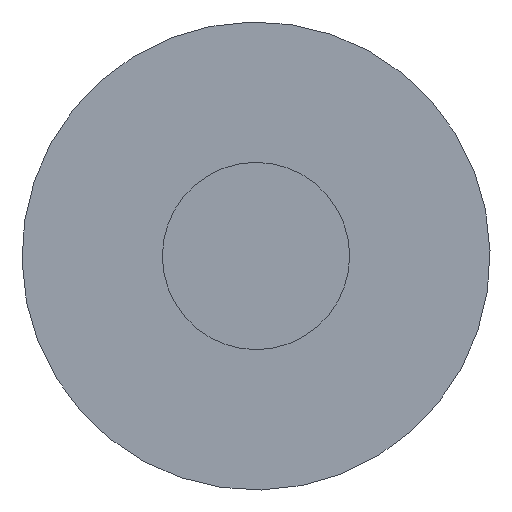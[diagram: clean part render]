
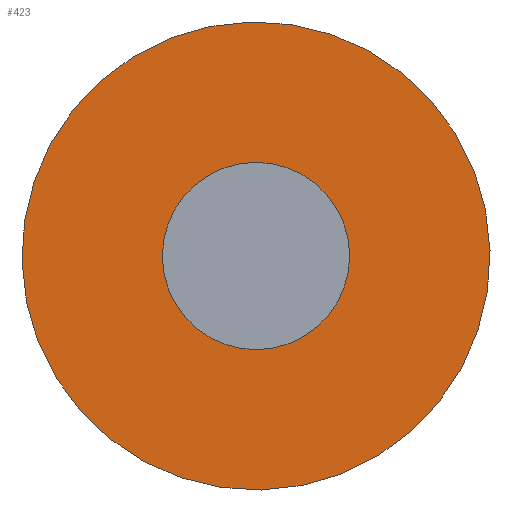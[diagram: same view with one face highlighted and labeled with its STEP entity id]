
A CAD part, front view. The second image highlights one B-rep face of the part: STEP entity #423.
In plain terms, the highlighted planar face has unit normal (0, -1, 0).
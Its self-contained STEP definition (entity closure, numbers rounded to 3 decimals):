
#85=CARTESIAN_POINT('Vertex',(-4.794,-29.,16.224)) ;
#92=CARTESIAN_POINT('Vertex',(4.794,-29.,33.776)) ;
#95=CARTESIAN_POINT('Axis2P3D Location',(0.,-29.,25.)) ;
#107=CARTESIAN_POINT('Axis2P3D Location',(0.,-29.,25.)) ;
#362=CARTESIAN_POINT('Vertex',(-11.986,-29.,3.06)) ;
#365=CARTESIAN_POINT('Axis2P3D Location',(0.,-29.,25.)) ;
#369=CARTESIAN_POINT('Vertex',(11.986,-29.,46.94)) ;
#398=CARTESIAN_POINT('Axis2P3D Location',(0.,-29.,25.)) ;
#410=CARTESIAN_POINT('Axis2P3D Location',(0.,-29.,15.)) ;
#96=DIRECTION('Axis2P3D Direction',(0.,1.,-0.)) ;
#108=DIRECTION('Axis2P3D Direction',(0.,1.,-0.)) ;
#366=DIRECTION('Axis2P3D Direction',(0.,1.,0.)) ;
#399=DIRECTION('Axis2P3D Direction',(0.,1.,0.)) ;
#411=DIRECTION('Axis2P3D Direction',(0.,1.,0.)) ;
#412=DIRECTION('Axis2P3D XDirection',(1.,-0.,0.)) ;
#97=AXIS2_PLACEMENT_3D('Circle Axis2P3D',#95,#96,$) ;
#109=AXIS2_PLACEMENT_3D('Circle Axis2P3D',#107,#108,$) ;
#367=AXIS2_PLACEMENT_3D('Circle Axis2P3D',#365,#366,$) ;
#400=AXIS2_PLACEMENT_3D('Circle Axis2P3D',#398,#399,$) ;
#413=AXIS2_PLACEMENT_3D('Plane Axis2P3D',#410,#411,#412) ;
#416=ORIENTED_EDGE('',*,*,#371,.F.) ;
#417=ORIENTED_EDGE('',*,*,#402,.F.) ;
#420=ORIENTED_EDGE('',*,*,#111,.T.) ;
#421=ORIENTED_EDGE('',*,*,#99,.T.) ;
#422=FACE_BOUND('',#419,.T.) ;
#423=ADVANCED_FACE('Corps principal',(#418,#422),#414,.F.) ;
#98=CIRCLE('generated circle',#97,10.) ;
#110=CIRCLE('generated circle',#109,10.) ;
#368=CIRCLE('generated circle',#367,25.) ;
#401=CIRCLE('generated circle',#400,25.) ;
#99=EDGE_CURVE('',#86,#93,#98,.T.) ;
#111=EDGE_CURVE('',#93,#86,#110,.T.) ;
#371=EDGE_CURVE('',#363,#370,#368,.T.) ;
#402=EDGE_CURVE('',#370,#363,#401,.T.) ;
#415=EDGE_LOOP('',(#416,#417)) ;
#419=EDGE_LOOP('',(#420,#421)) ;
#418=FACE_OUTER_BOUND('',#415,.T.) ;
#414=PLANE('Plane',#413) ;
#86=VERTEX_POINT('',#85) ;
#93=VERTEX_POINT('',#92) ;
#363=VERTEX_POINT('',#362) ;
#370=VERTEX_POINT('',#369) ;
